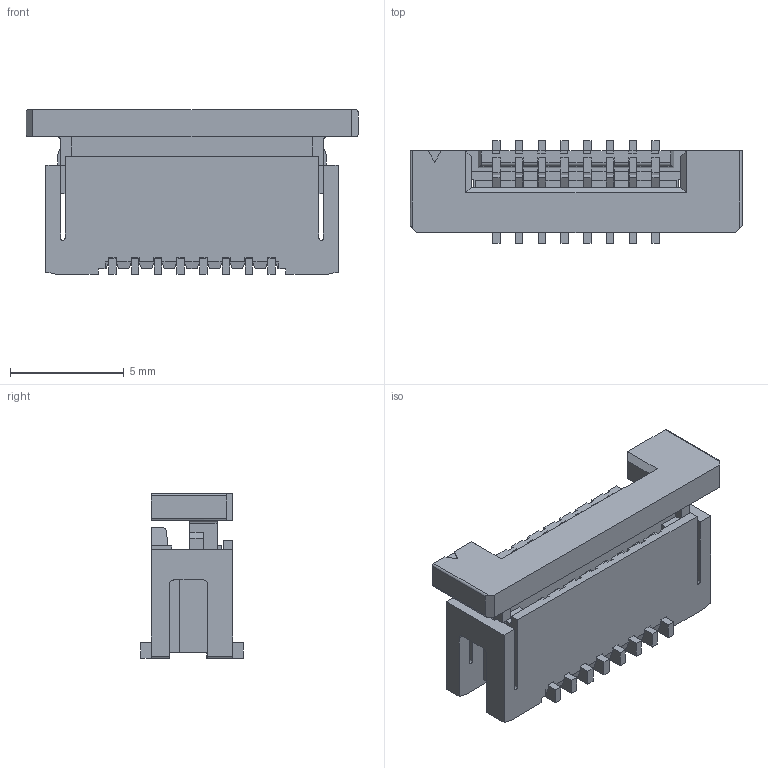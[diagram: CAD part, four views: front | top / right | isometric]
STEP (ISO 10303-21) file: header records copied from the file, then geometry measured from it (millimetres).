
FILE_DESCRIPTION((''),'2;1');
FILE_NAME('MOLEX_52610-0871.stp','2013-04-17T16:03:12',(''),(''),'Mechanical Desktop 2011','Mechanical Desktop 2011',', , ');
FILE_SCHEMA(('AUTOMOTIVE_DESIGN { 1 2 10303 214 1 1 1 1 }'));
Length unit declared in the file: millimetre
Products named in the file (1): Product
Bounding box: 14.6 x 4.5 x 7.25 mm (x, y, z)
Volume: 189.6 mm3; surface area: 875.4 mm2
Topology: 18 solids, 18 shells, 694 faces, 1983 edges, 1302 vertices
Faces by surface type: plane 644, cylinder 39, bspline 11
Entity records: 22242 total; most frequent: CARTESIAN_POINT 4013, ORIENTED_EDGE 3966, DIRECTION 3429, EDGE_CURVE 1983, VECTOR 1905, LINE 1905, VERTEX_POINT 1302, AXIS2_PLACEMENT_3D 762
